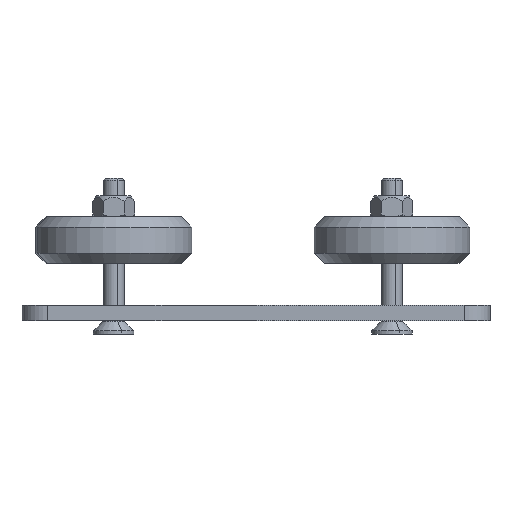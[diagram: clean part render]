
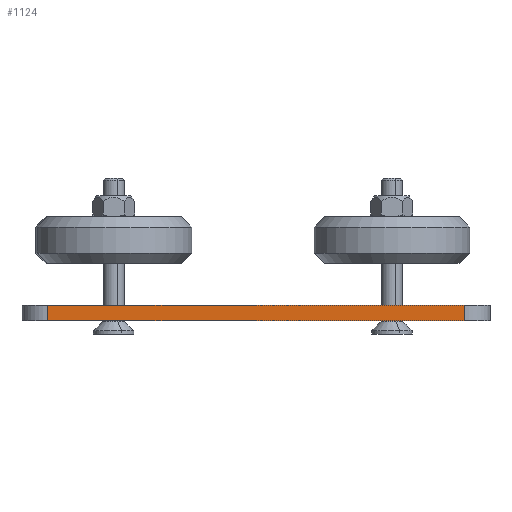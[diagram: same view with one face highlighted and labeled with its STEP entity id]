
A CAD part, left-side view. The second image highlights one B-rep face of the part: STEP entity #1124.
In plain terms, the highlighted planar face has unit normal (-1, 0, 0).
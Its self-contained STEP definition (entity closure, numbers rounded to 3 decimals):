
#592 = DIRECTION ( 'NONE',  ( 0., 0., -1. ) ) ;
#1124 = ADVANCED_FACE ( 'NONE', ( #13358 ), #9674, .F. ) ;
#3190 = DIRECTION ( 'NONE',  ( 0., 0., -1. ) ) ;
#3439 = EDGE_LOOP ( 'NONE', ( #14424, #5366, #8033, #46324 ) ) ;
#3679 = LINE ( 'NONE', #43918, #46570 ) ;
#5366 = ORIENTED_EDGE ( 'NONE', *, *, #44410, .F. ) ;
#6901 = EDGE_CURVE ( 'NONE', #46780, #7979, #3679, .T. ) ;
#7920 = CARTESIAN_POINT ( 'NONE',  ( -45., -40., 1.5 ) ) ;
#7979 = VERTEX_POINT ( 'NONE', #41858 ) ;
#8033 = ORIENTED_EDGE ( 'NONE', *, *, #6901, .F. ) ;
#8277 = LINE ( 'NONE', #12719, #47065 ) ;
#8909 = DIRECTION ( 'NONE',  ( 1., 0., 0. ) ) ;
#9674 = PLANE ( 'NONE',  #35759 ) ;
#11298 = CARTESIAN_POINT ( 'NONE',  ( -45., 40., 1.5 ) ) ;
#11855 = LINE ( 'NONE', #7920, #47193 ) ;
#11973 = CARTESIAN_POINT ( 'NONE',  ( -45., 40., -1.5 ) ) ;
#12719 = CARTESIAN_POINT ( 'NONE',  ( -45., 0., -1.5 ) ) ;
#13358 = FACE_OUTER_BOUND ( 'NONE', #3439, .T. ) ;
#14037 = CARTESIAN_POINT ( 'NONE',  ( -45., 40., 1.5 ) ) ;
#14424 = ORIENTED_EDGE ( 'NONE', *, *, #50384, .T. ) ;
#15331 = CARTESIAN_POINT ( 'NONE',  ( -45., -40., -1.5 ) ) ;
#16391 = DIRECTION ( 'NONE',  ( 0., -1., 0. ) ) ;
#35759 = AXIS2_PLACEMENT_3D ( 'NONE', #37626, #8909, #37369 ) ;
#37369 = DIRECTION ( 'NONE',  ( 0., 0., -1. ) ) ;
#37626 = CARTESIAN_POINT ( 'NONE',  ( -45., 0., 1.5 ) ) ;
#38338 = VECTOR ( 'NONE', #3190, 1000. ) ;
#38386 = EDGE_CURVE ( 'NONE', #46780, #44118, #38973, .T. ) ;
#38973 = LINE ( 'NONE', #11298, #38338 ) ;
#39208 = DIRECTION ( 'NONE',  ( 0., -1., 0. ) ) ;
#41858 = CARTESIAN_POINT ( 'NONE',  ( -45., -40., 1.5 ) ) ;
#43918 = CARTESIAN_POINT ( 'NONE',  ( -45., 0., 1.5 ) ) ;
#44118 = VERTEX_POINT ( 'NONE', #11973 ) ;
#44410 = EDGE_CURVE ( 'NONE', #7979, #48963, #11855, .T. ) ;
#46324 = ORIENTED_EDGE ( 'NONE', *, *, #38386, .T. ) ;
#46570 = VECTOR ( 'NONE', #39208, 1000. ) ;
#46780 = VERTEX_POINT ( 'NONE', #14037 ) ;
#47065 = VECTOR ( 'NONE', #16391, 1000. ) ;
#47193 = VECTOR ( 'NONE', #592, 1000. ) ;
#48963 = VERTEX_POINT ( 'NONE', #15331 ) ;
#50384 = EDGE_CURVE ( 'NONE', #44118, #48963, #8277, .T. ) ;
